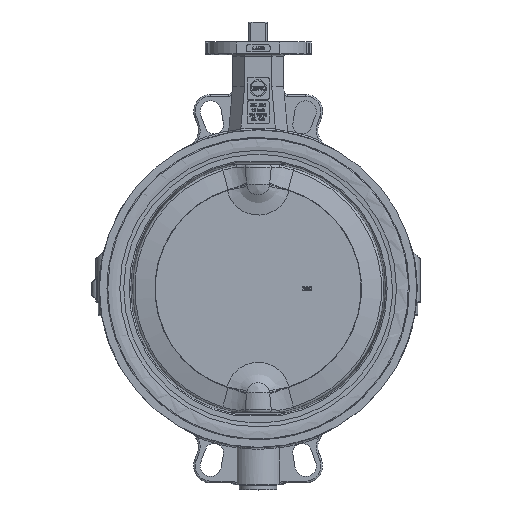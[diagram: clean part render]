
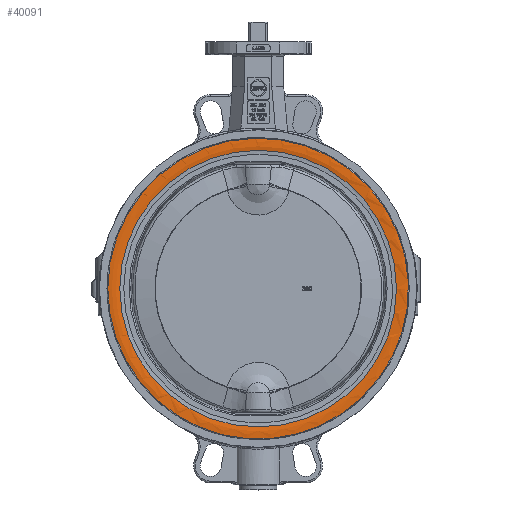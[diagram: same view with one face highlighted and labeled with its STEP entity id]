
A CAD part, top view. The second image highlights one B-rep face of the part: STEP entity #40091.
In plain terms, the highlighted toroidal (fillet/blend) face has major radius 171 mm and minor radius 35 mm.
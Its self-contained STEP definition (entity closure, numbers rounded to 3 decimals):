
#40060=CARTESIAN_POINT('',(-162.882,2.5,39.545));
#40061=VERTEX_POINT('',#40060);
#40062=CARTESIAN_POINT('',(0.,2.5,39.545));
#40063=DIRECTION('',(0.0,0.0,1.0));
#40064=DIRECTION('',(-1.0,0.0,0.0));
#40065=AXIS2_PLACEMENT_3D('',#40062,#40063,#40064);
#40066=CIRCLE('',#40065,162.882);
#40067=EDGE_CURVE('',#40061,#40061,#40066,.T.);
#40072=CARTESIAN_POINT('',(0.,2.5,5.5));
#40073=DIRECTION('',(0.,0.0,1.0));
#40074=DIRECTION('',(0.0,-1.0,0.0));
#40075=AXIS2_PLACEMENT_3D('',#40072,#40073,#40074);
#40076=TOROIDAL_SURFACE('',#40075,171.0,35.);
#40077=ORIENTED_EDGE('',*,*,#40067,.F.);
#40078=EDGE_LOOP('',(#40077));
#40079=FACE_OUTER_BOUND('',#40078,.T.);
#40080=CARTESIAN_POINT('',(-177.074,2.5,39.969));
#40081=VERTEX_POINT('',#40080);
#40082=CARTESIAN_POINT('',(0.,2.5,39.969));
#40083=DIRECTION('',(0.0,0.0,1.0));
#40084=DIRECTION('',(-1.0,0.0,0.0));
#40085=AXIS2_PLACEMENT_3D('',#40082,#40083,#40084);
#40086=CIRCLE('',#40085,177.074);
#40087=EDGE_CURVE('',#40081,#40081,#40086,.T.);
#40088=ORIENTED_EDGE('',*,*,#40087,.T.);
#40089=EDGE_LOOP('',(#40088));
#40090=FACE_BOUND('',#40089,.T.);
#40091=ADVANCED_FACE('',(#40079,#40090),#40076,.T.);
